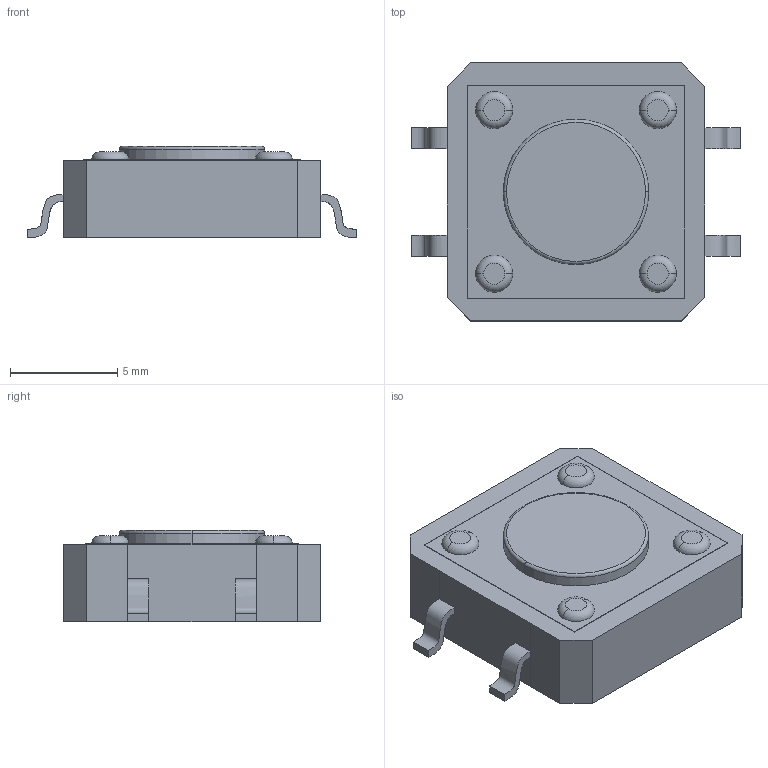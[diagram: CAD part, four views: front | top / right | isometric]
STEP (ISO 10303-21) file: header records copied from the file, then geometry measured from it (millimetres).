
FILE_DESCRIPTION (( 'STEP AP214' ), '1' );
FILE_NAME ('Tactal-Switch-SMD-12mmx12mmx4.3mm_V2.STEP', '2022-01-05T17:38:15', ( '' ), ( '' ), 'SwSTEP 2.0', 'SolidWorks 2018', '' );
FILE_SCHEMA (( 'AUTOMOTIVE_DESIGN' ));
Length unit declared in the file: millimetre
Products named in the file (1): Tactal-Switch-SMD-12mmx12mmx4.3mm_V2
Bounding box: 15.37 x 12.01 x 4.24 mm (x, y, z)
Volume: 541.7 mm3; surface area: 528.5 mm2
Topology: 1 solids, 21 shells, 232 faces, 550 edges, 366 vertices
Faces by surface type: plane 169, bspline 51, torus 10, cone 2
Entity records: 9039 total; most frequent: CARTESIAN_POINT 4114, ORIENTED_EDGE 1100, DIRECTION 650, EDGE_CURVE 550, VERTEX_POINT 366, B_SPLINE_CURVE_WITH_KNOTS 296, EDGE_LOOP 250, FACE_OUTER_BOUND 232
